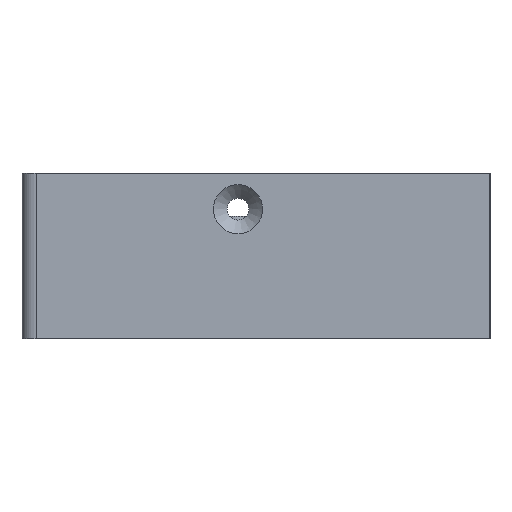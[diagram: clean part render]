
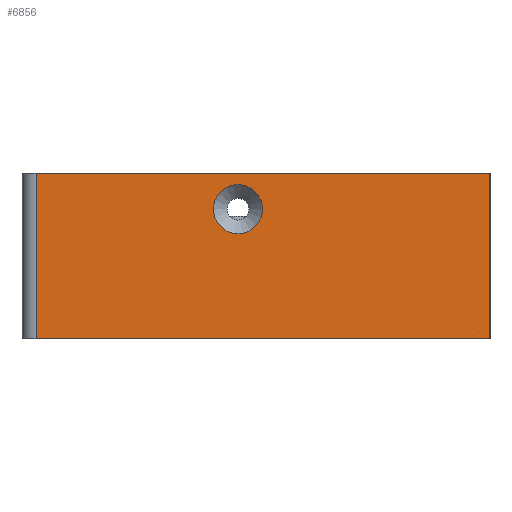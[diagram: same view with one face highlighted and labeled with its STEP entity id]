
A CAD part, left-side view. The second image highlights one B-rep face of the part: STEP entity #6856.
In plain terms, the highlighted planar face has unit normal (-1, 0, 0).
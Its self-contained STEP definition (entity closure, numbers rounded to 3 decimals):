
#6469 = VERTEX_POINT('',#6470);
#6470 = CARTESIAN_POINT('',(-41.,15.5,0.));
#6477 = EDGE_CURVE('',#6478,#6469,#6480,.T.);
#6478 = VERTEX_POINT('',#6479);
#6479 = CARTESIAN_POINT('',(-41.,-47.5,0.));
#6480 = LINE('',#6481,#6482);
#6481 = CARTESIAN_POINT('',(-41.,-47.5,0.));
#6482 = VECTOR('',#6483,1.);
#6483 = DIRECTION('',(0.,1.,0.));
#6551 = VERTEX_POINT('',#6552);
#6552 = CARTESIAN_POINT('',(-41.,15.5,23.));
#6559 = EDGE_CURVE('',#6469,#6551,#6560,.T.);
#6560 = LINE('',#6561,#6562);
#6561 = CARTESIAN_POINT('',(-41.,15.5,0.));
#6562 = VECTOR('',#6563,1.);
#6563 = DIRECTION('',(0.,0.,1.));
#6601 = EDGE_CURVE('',#6602,#6551,#6604,.T.);
#6602 = VERTEX_POINT('',#6603);
#6603 = CARTESIAN_POINT('',(-41.,-47.5,23.));
#6604 = LINE('',#6605,#6606);
#6605 = CARTESIAN_POINT('',(-41.,-47.5,23.));
#6606 = VECTOR('',#6607,1.);
#6607 = DIRECTION('',(0.,1.,0.));
#6856 = ADVANCED_FACE('',(#6857,#6868),#6879,.T.);
#6857 = FACE_BOUND('',#6858,.T.);
#6858 = EDGE_LOOP('',(#6859));
#6859 = ORIENTED_EDGE('',*,*,#6860,.F.);
#6860 = EDGE_CURVE('',#6861,#6861,#6863,.T.);
#6861 = VERTEX_POINT('',#6862);
#6862 = CARTESIAN_POINT('',(-41.,-15.9,18.));
#6863 = CIRCLE('',#6864,3.4);
#6864 = AXIS2_PLACEMENT_3D('',#6865,#6866,#6867);
#6865 = CARTESIAN_POINT('',(-41.,-12.5,18.));
#6866 = DIRECTION('',(-1.,0.,0.));
#6867 = DIRECTION('',(0.,-1.,0.));
#6868 = FACE_BOUND('',#6869,.T.);
#6869 = EDGE_LOOP('',(#6870,#6876,#6877,#6878));
#6870 = ORIENTED_EDGE('',*,*,#6871,.T.);
#6871 = EDGE_CURVE('',#6478,#6602,#6872,.T.);
#6872 = LINE('',#6873,#6874);
#6873 = CARTESIAN_POINT('',(-41.,-47.5,0.));
#6874 = VECTOR('',#6875,1.);
#6875 = DIRECTION('',(0.,0.,1.));
#6876 = ORIENTED_EDGE('',*,*,#6601,.T.);
#6877 = ORIENTED_EDGE('',*,*,#6559,.F.);
#6878 = ORIENTED_EDGE('',*,*,#6477,.F.);
#6879 = PLANE('',#6880);
#6880 = AXIS2_PLACEMENT_3D('',#6881,#6882,#6883);
#6881 = CARTESIAN_POINT('',(-41.,-47.5,0.));
#6882 = DIRECTION('',(-1.,0.,0.));
#6883 = DIRECTION('',(0.,1.,0.));
